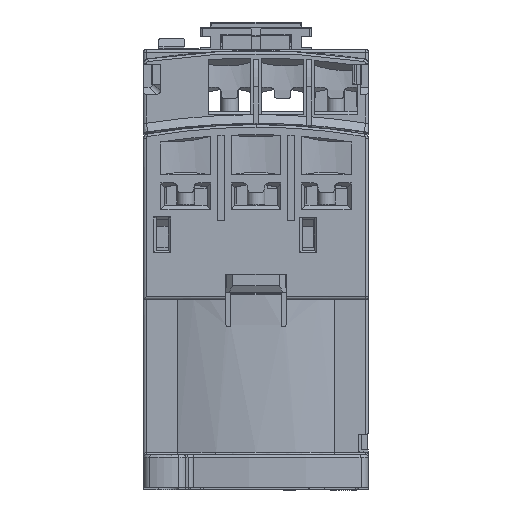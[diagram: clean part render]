
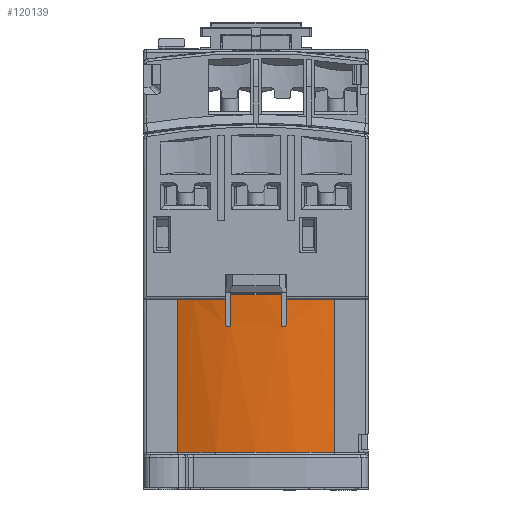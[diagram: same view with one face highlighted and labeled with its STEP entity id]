
A CAD part, front view. The second image highlights one B-rep face of the part: STEP entity #120139.
In plain terms, the highlighted cylindrical face has radius 46.5 mm (diameter 93 mm), a partial arc.
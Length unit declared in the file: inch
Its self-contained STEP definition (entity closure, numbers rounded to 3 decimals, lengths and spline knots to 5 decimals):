
#89 = EDGE_CURVE ( 'NONE', #114345, #23185, #9785, .T. ) ;
#155 = VERTEX_POINT ( 'NONE', #32352 ) ;
#303 = CARTESIAN_POINT ( 'NONE',  ( -0.199, -1.28837, -0.97292 ) ) ;
#2207 = CARTESIAN_POINT ( 'NONE',  ( -0.22165, -1.28575, -0.98228 ) ) ;
#3654 = VERTEX_POINT ( 'NONE', #101147 ) ;
#4130 = EDGE_CURVE ( 'NONE', #3654, #42281, #38070, .T. ) ;
#7592 = ORIENTED_EDGE ( 'NONE', *, *, #69595, .T. ) ;
#9785 = B_SPLINE_CURVE_WITH_KNOTS ( 'NONE', 3,
 ( #99069, #117046, #303, #80457, #98442, #2207, #117666, #97800, #30456, #79838 ),
 .UNSPECIFIED., .F., .F.,
 ( 4, 2, 2, 2, 4 ),
 ( 0., 0.00039, 0.00078, 0.00118, 0.00157 ),
 .UNSPECIFIED. ) ;
#11259 = DIRECTION ( 'NONE',  ( 1., 0., 0. ) ) ;
#11575 = DIRECTION ( 'NONE',  ( 0., 0., 1. ) ) ;
#12472 = CARTESIAN_POINT ( 'NONE',  ( 0.23622, -1.28391, -0.9626 ) ) ;
#13108 = CARTESIAN_POINT ( 'NONE',  ( 0.20634, -1.28755, -0.98022 ) ) ;
#15660 = CIRCLE ( 'NONE', #111978, 1.83071 ) ;
#16827 = DIRECTION ( 'NONE',  ( 0., 0., -1. ) ) ;
#17554 = ORIENTED_EDGE ( 'NONE', *, *, #4130, .T. ) ;
#17680 = VERTEX_POINT ( 'NONE', #53869 ) ;
#19619 = EDGE_CURVE ( 'NONE', #17680, #155, #38320, .T. ) ;
#22194 = B_SPLINE_CURVE_WITH_KNOTS ( 'NONE', 3,
 ( #12472, #71536, #80497, #72786, #24003, #100979, #13108, #119591, #32387, #61282 ),
 .UNSPECIFIED., .F., .F.,
 ( 4, 2, 2, 2, 4 ),
 ( 0., 0.00039, 0.00078, 0.00118, 0.00157 ),
 .UNSPECIFIED. ) ;
#22717 = VERTEX_POINT ( 'NONE', #92637 ) ;
#22848 = CARTESIAN_POINT ( 'NONE',  ( 0.19685, -1.2886, -0.73031 ) ) ;
#23185 = VERTEX_POINT ( 'NONE', #103994 ) ;
#24003 = CARTESIAN_POINT ( 'NONE',  ( 0.22167, -1.28575, -0.98228 ) ) ;
#24579 = CARTESIAN_POINT ( 'NONE',  ( -0.23622, -1.28391, -2.04528 ) ) ;
#25193 = DIRECTION ( 'NONE',  ( 0., 0., -1. ) ) ;
#27811 = DIRECTION ( 'NONE',  ( 0., 0., -1. ) ) ;
#27962 = DIRECTION ( 'NONE',  ( 1., 0., 0. ) ) ;
#28949 = EDGE_CURVE ( 'NONE', #42281, #76692, #22194, .T. ) ;
#29545 = VECTOR ( 'NONE', #16827, 39.37008 ) ;
#30456 = CARTESIAN_POINT ( 'NONE',  ( -0.23622, -1.28391, -0.96782 ) ) ;
#31271 = ORIENTED_EDGE ( 'NONE', *, *, #19619, .F. ) ;
#32352 = CARTESIAN_POINT ( 'NONE',  ( -0.23622, -1.28391, -0.76575 ) ) ;
#32387 = CARTESIAN_POINT ( 'NONE',  ( 0.19685, -1.2886, -0.96782 ) ) ;
#37195 = EDGE_CURVE ( 'NONE', #83678, #114345, #56633, .T. ) ;
#37794 = DIRECTION ( 'NONE',  ( 0., 0., -1. ) ) ;
#38070 = LINE ( 'NONE', #116310, #120608 ) ;
#38320 = CIRCLE ( 'NONE', #60969, 1.83071 ) ;
#42281 = VERTEX_POINT ( 'NONE', #110267 ) ;
#46617 = EDGE_CURVE ( 'NONE', #76692, #94586, #47489, .T. ) ;
#47114 = CARTESIAN_POINT ( 'NONE',  ( -0.19685, -1.2886, -0.73031 ) ) ;
#47489 = LINE ( 'NONE', #59039, #80218 ) ;
#50130 = CARTESIAN_POINT ( 'NONE',  ( -0.61474, -1.19291, -1.96654 ) ) ;
#53869 = CARTESIAN_POINT ( 'NONE',  ( -0.61474, -1.19291, -0.76575 ) ) ;
#54737 = VECTOR ( 'NONE', #37794, 39.37008 ) ;
#56633 = LINE ( 'NONE', #125858, #29545 ) ;
#58120 = FACE_OUTER_BOUND ( 'NONE', #79905, .T. ) ;
#59039 = CARTESIAN_POINT ( 'NONE',  ( 0.19685, -1.2886, -1.98622 ) ) ;
#60232 = EDGE_CURVE ( 'NONE', #155, #23185, #112431, .T. ) ;
#60969 = AXIS2_PLACEMENT_3D ( 'NONE', #106045, #95795, #97053 ) ;
#61071 = AXIS2_PLACEMENT_3D ( 'NONE', #108414, #118679, #87942 ) ;
#61174 = ORIENTED_EDGE ( 'NONE', *, *, #65156, .T. ) ;
#61282 = CARTESIAN_POINT ( 'NONE',  ( 0.19685, -1.2886, -0.9626 ) ) ;
#63305 = VERTEX_POINT ( 'NONE', #50130 ) ;
#63540 = AXIS2_PLACEMENT_3D ( 'NONE', #67973, #117298, #78827 ) ;
#65156 = EDGE_CURVE ( 'NONE', #63305, #103294, #15660, .T. ) ;
#65324 = VECTOR ( 'NONE', #11575, 39.37008 ) ;
#67973 = CARTESIAN_POINT ( 'NONE',  ( 0., 0.5315, -0.76575 ) ) ;
#69595 = EDGE_CURVE ( 'NONE', #103294, #22717, #110334, .T. ) ;
#71268 = LINE ( 'NONE', #114104, #54737 ) ;
#71536 = CARTESIAN_POINT ( 'NONE',  ( 0.23622, -1.28391, -0.96782 ) ) ;
#72786 = CARTESIAN_POINT ( 'NONE',  ( 0.2268, -1.28511, -0.98016 ) ) ;
#74675 = ORIENTED_EDGE ( 'NONE', *, *, #90153, .T. ) ;
#74681 = CARTESIAN_POINT ( 'NONE',  ( 0.61474, -1.19291, -1.96654 ) ) ;
#74927 = ORIENTED_EDGE ( 'NONE', *, *, #92717, .T. ) ;
#76692 = VERTEX_POINT ( 'NONE', #79915 ) ;
#78827 = DIRECTION ( 'NONE',  ( 1., 0., 0. ) ) ;
#79525 = DIRECTION ( 'NONE',  ( 0., 0., 1. ) ) ;
#79838 = CARTESIAN_POINT ( 'NONE',  ( -0.23622, -1.28391, -0.9626 ) ) ;
#79905 = EDGE_LOOP ( 'NONE', ( #82847, #102370, #74675, #103939, #87692, #108660, #31271, #112188, #61174, #7592, #74927, #17554 ) ) ;
#79915 = CARTESIAN_POINT ( 'NONE',  ( 0.19685, -1.2886, -0.9626 ) ) ;
#79932 = CARTESIAN_POINT ( 'NONE',  ( 0., 0.5315, -1.96654 ) ) ;
#80218 = VECTOR ( 'NONE', #79525, 39.37008 ) ;
#80457 = CARTESIAN_POINT ( 'NONE',  ( -0.20628, -1.28756, -0.98017 ) ) ;
#80497 = CARTESIAN_POINT ( 'NONE',  ( 0.23407, -1.28419, -0.97292 ) ) ;
#81459 = CIRCLE ( 'NONE', #61071, 1.83071 ) ;
#82813 = VECTOR ( 'NONE', #25193, 39.37008 ) ;
#82847 = ORIENTED_EDGE ( 'NONE', *, *, #28949, .T. ) ;
#83678 = VERTEX_POINT ( 'NONE', #47114 ) ;
#86409 = CARTESIAN_POINT ( 'NONE',  ( -0.19685, -1.2886, -0.9626 ) ) ;
#87692 = ORIENTED_EDGE ( 'NONE', *, *, #89, .T. ) ;
#87942 = DIRECTION ( 'NONE',  ( 1., 0., 0. ) ) ;
#89861 = CARTESIAN_POINT ( 'NONE',  ( 0.61474, -1.19291, -1.98622 ) ) ;
#90153 = EDGE_CURVE ( 'NONE', #94586, #83678, #81459, .T. ) ;
#92637 = CARTESIAN_POINT ( 'NONE',  ( 0.61474, -1.19291, -0.76575 ) ) ;
#92717 = EDGE_CURVE ( 'NONE', #22717, #3654, #98386, .T. ) ;
#94586 = VERTEX_POINT ( 'NONE', #22848 ) ;
#95795 = DIRECTION ( 'NONE',  ( 0., 0., 1. ) ) ;
#97053 = DIRECTION ( 'NONE',  ( 1., 0., 0. ) ) ;
#97800 = CARTESIAN_POINT ( 'NONE',  ( -0.2341, -1.28419, -0.97289 ) ) ;
#98386 = CIRCLE ( 'NONE', #63540, 1.83071 ) ;
#98442 = CARTESIAN_POINT ( 'NONE',  ( -0.21141, -1.28697, -0.98228 ) ) ;
#99069 = CARTESIAN_POINT ( 'NONE',  ( -0.19685, -1.2886, -0.9626 ) ) ;
#100979 = CARTESIAN_POINT ( 'NONE',  ( 0.21144, -1.28697, -0.98229 ) ) ;
#101147 = CARTESIAN_POINT ( 'NONE',  ( 0.23622, -1.28391, -0.76575 ) ) ;
#102370 = ORIENTED_EDGE ( 'NONE', *, *, #46617, .T. ) ;
#103294 = VERTEX_POINT ( 'NONE', #74681 ) ;
#103939 = ORIENTED_EDGE ( 'NONE', *, *, #37195, .T. ) ;
#103994 = CARTESIAN_POINT ( 'NONE',  ( -0.23622, -1.28391, -0.9626 ) ) ;
#104938 = CYLINDRICAL_SURFACE ( 'NONE', #120581, 1.83071 ) ;
#105388 = EDGE_CURVE ( 'NONE', #17680, #63305, #71268, .T. ) ;
#106045 = CARTESIAN_POINT ( 'NONE',  ( 0., 0.5315, -0.76575 ) ) ;
#108414 = CARTESIAN_POINT ( 'NONE',  ( 0., 0.5315, -0.73031 ) ) ;
#108660 = ORIENTED_EDGE ( 'NONE', *, *, #60232, .F. ) ;
#110267 = CARTESIAN_POINT ( 'NONE',  ( 0.23622, -1.28391, -0.9626 ) ) ;
#110334 = LINE ( 'NONE', #89861, #65324 ) ;
#111978 = AXIS2_PLACEMENT_3D ( 'NONE', #79932, #117752, #11259 ) ;
#112188 = ORIENTED_EDGE ( 'NONE', *, *, #105388, .T. ) ;
#112431 = LINE ( 'NONE', #24579, #82813 ) ;
#114104 = CARTESIAN_POINT ( 'NONE',  ( -0.61474, -1.19291, -1.98622 ) ) ;
#114345 = VERTEX_POINT ( 'NONE', #86409 ) ;
#116310 = CARTESIAN_POINT ( 'NONE',  ( 0.23622, -1.28391, -1.98622 ) ) ;
#117046 = CARTESIAN_POINT ( 'NONE',  ( -0.19685, -1.2886, -0.96782 ) ) ;
#117298 = DIRECTION ( 'NONE',  ( 0., 0., -1. ) ) ;
#117666 = CARTESIAN_POINT ( 'NONE',  ( -0.22674, -1.28512, -0.98021 ) ) ;
#117752 = DIRECTION ( 'NONE',  ( 0., 0., 1. ) ) ;
#118679 = DIRECTION ( 'NONE',  ( 0., 0., -1. ) ) ;
#119591 = CARTESIAN_POINT ( 'NONE',  ( 0.19897, -1.28837, -0.97289 ) ) ;
#120139 = ADVANCED_FACE ( 'NONE', ( #58120 ), #104938, .T. ) ;
#120581 = AXIS2_PLACEMENT_3D ( 'NONE', #125461, #126090, #27962 ) ;
#120608 = VECTOR ( 'NONE', #27811, 39.37008 ) ;
#125461 = CARTESIAN_POINT ( 'NONE',  ( 0., 0.5315, -1.98622 ) ) ;
#125858 = CARTESIAN_POINT ( 'NONE',  ( -0.19685, -1.2886, -1.98622 ) ) ;
#126090 = DIRECTION ( 'NONE',  ( 0., 0., 1. ) ) ;
